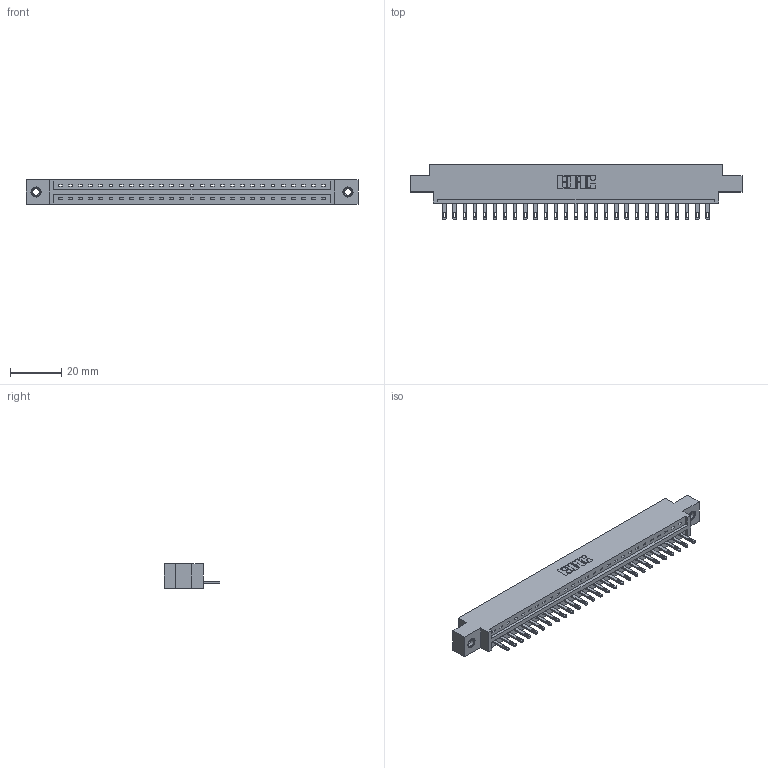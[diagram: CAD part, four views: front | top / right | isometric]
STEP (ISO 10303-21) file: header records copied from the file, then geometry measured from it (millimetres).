
FILE_DESCRIPTION (( 'STEP AP203' ), '1' );
FILE_NAME ('337-027-500-607.STEP', '2018-08-06T07:08:37', ( '' ), ( '' ), 'SwSTEP 2.0', 'SolidWorks 2016', '' );
FILE_SCHEMA (( 'CONFIG_CONTROL_DESIGN' ));
Length unit declared in the file: inch
Products named in the file (4): 337 Part_0.170 Offset - 0.156 Dia-TI; 345-292-001_345-293-100; 345-250-001_345-250-005-103; 337-027-500-607
Assembly tree (30 placements, depth 2):
  337-027-500-607
    337 Part_0.170 Offset - 0.156 Dia-TI
    345-292-001_345-293-100  x27
    345-250-001_345-250-005-103  x2
Bounding box: 130 x 21.85 x 9.4 mm (x, y, z)
Volume: 13209 mm3; surface area: 13766.8 mm2
Topology: 30 solids, 30 shells, 1744 faces, 5319 edges, 3538 vertices
Faces by surface type: plane 1186, cylinder 542, cone 12, torus 4
Entity records: 23258 total; most frequent: CARTESIAN_POINT 4030, ORIENTED_EDGE 3986, DIRECTION 3457, EDGE_CURVE 1993, VECTOR 1841, LINE 1841, VERTEX_POINT 1324, AXIS2_PLACEMENT_3D 808
